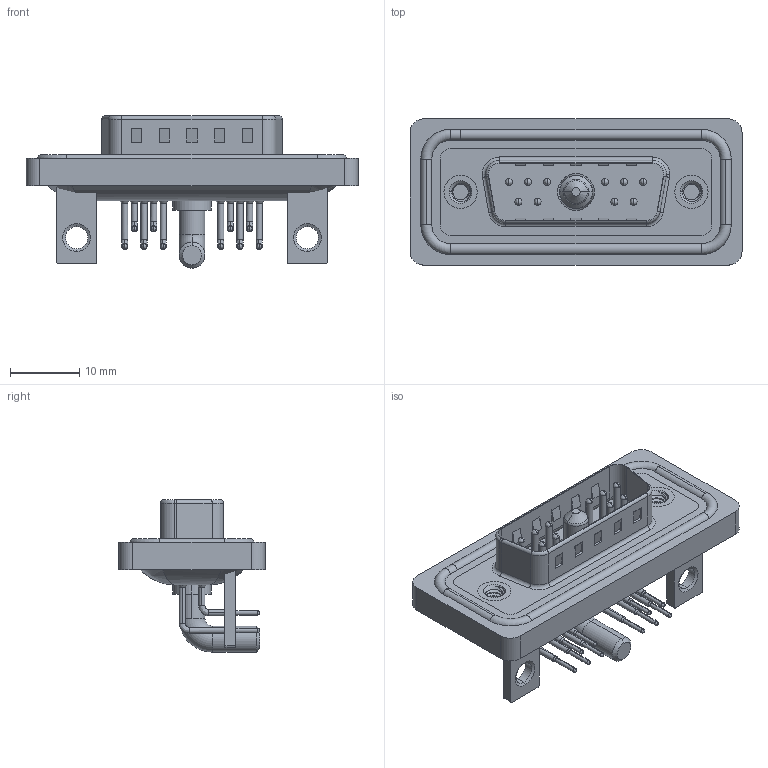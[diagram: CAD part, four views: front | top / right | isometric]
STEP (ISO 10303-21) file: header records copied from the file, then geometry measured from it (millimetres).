
FILE_DESCRIPTION (( 'STEP AP203' ), '1' );
FILE_NAME ('629W11W1640-4N4.STEP', '2024-04-11T14:54:06', ( '' ), ( '' ), 'SwSTEP 2.0', 'SolidWorks 2023', '' );
FILE_SCHEMA (( 'CONFIG_CONTROL_DESIGN' ));
Length unit declared in the file: millimetre
Products named in the file (10): 629Combo Waterproof Housing_15 Contacts; 629Combo Shell Rear_15 Contacts; 629W11W1640-4N4; 629Combo Shell Front_15 Contacts; 629Combo Housing_11W1; Power Pin_40A RA; 629Combo Contact Row 1; 629Combo Threaded Rivet_3; 629Combo Contact Row 2; 629Combo Stabilizer Bracket
Assembly tree (19 placements, depth 2):
  629W11W1640-4N4
    629Combo Housing_11W1
    629Combo Shell Rear_15 Contacts
    629Combo Shell Front_15 Contacts
    629Combo Waterproof Housing_15 Contacts
    629Combo Threaded Rivet_3  x2
    629Combo Stabilizer Bracket  x2
    Power Pin_40A RA
    629Combo Contact Row 1  x6
    629Combo Contact Row 2  x4
Bounding box: 47.9 x 21.1 x 21.98 mm (x, y, z)
Volume: 5940 mm3; surface area: 9910.7 mm2
Topology: 21 solids, 24 shells, 1643 faces, 4460 edges, 2881 vertices
Faces by surface type: plane 856, cylinder 587, bspline 71, torus 68, cone 61
Entity records: 26690 total; most frequent: CARTESIAN_POINT 6057, DIRECTION 4205, ORIENTED_EDGE 3932, EDGE_CURVE 1966, AXIS2_PLACEMENT_3D 1528, VERTEX_POINT 1264, VECTOR 1149, LINE 1149
